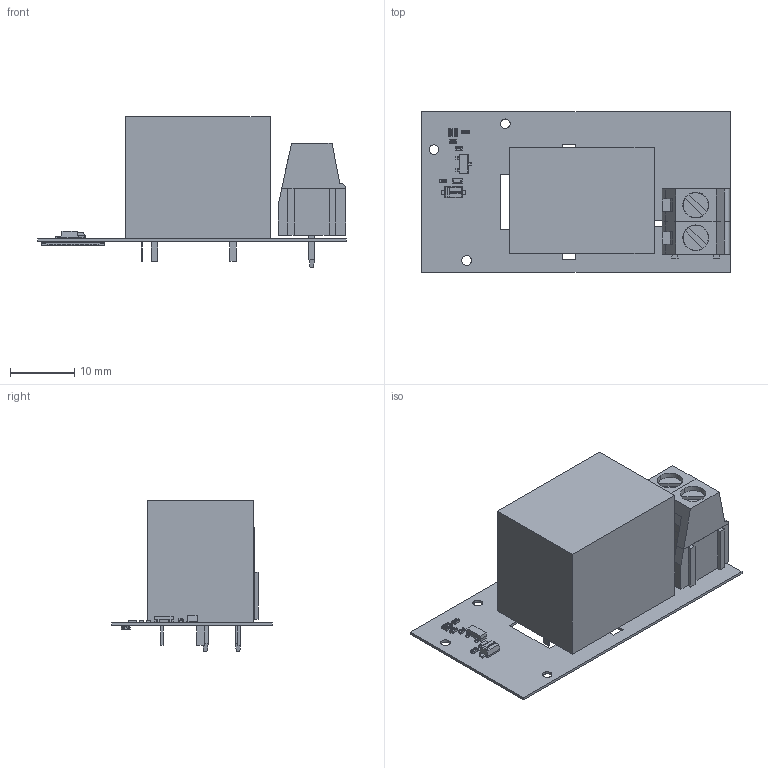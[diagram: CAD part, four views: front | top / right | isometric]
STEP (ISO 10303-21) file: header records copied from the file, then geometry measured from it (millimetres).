
FILE_DESCRIPTION(('Open CASCADE Model'),'2;1');
FILE_NAME('Open CASCADE Shape Model','2021-10-16T15:58:05',('Author'),( 'Open CASCADE'),'Open CASCADE STEP processor 6.8','Open CASCADE 6.8' ,'Unknown');
FILE_SCHEMA(('AUTOMOTIVE_DESIGN { 1 0 10303 214 1 1 1 1 }'));
Length unit declared in the file: millimetre
Products named in the file (22): PCB; Board; Open CASCADE STEP translator 6.8 1.1.1; R1; RES_1005-0402; R4; R3; Q1; SOT-23; J2; User_Library-TER-KF128-2P; D1; LED0603; D2; SOD-123F; R8; R5; R2; J1; axe640124; Free-Models; g5le-14_5dc_RGB0
Assembly tree (26 placements, depth 3):
  PCB
    Board
      Open CASCADE STEP translator 6.8 1.1.1
    R1
      RES_1005-0402
    R4
      RES_1005-0402
    R3
      RES_1005-0402
    Q1
      SOT-23
    J2
      User_Library-TER-KF128-2P
    D1
      LED0603
    D2
      SOD-123F
    R8
      RES_1005-0402
    R5
      RES_1005-0402
    R2
      RES_1005-0402
    J1
      axe640124
    Free-Models
      g5le-14_5dc_RGB0
Bounding box: 48 x 25 x 23.45 mm (x, y, z)
Volume: 8668.8 mm3; surface area: 6406.5 mm2
Topology: 41 solids, 42 shells, 1614 faces, 4275 edges, 2800 vertices
Faces by surface type: plane 1299, bspline 164, cylinder 139, sphere 4, cone 4, torus 4
Full cylindrical faces by diameter (mm): 1.5 x8, 1.7 x2
Entity records: 42511 total; most frequent: CARTESIAN_POINT 10191, ORIENTED_EDGE 6280, DIRECTION 5642, EDGE_CURVE 3142, LINE 2656, VECTOR 2656, VERTEX_POINT 2050, AXIS2_PLACEMENT_3D 1493
